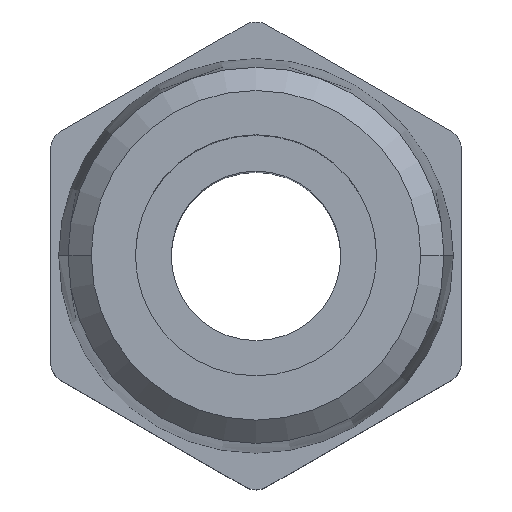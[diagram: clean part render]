
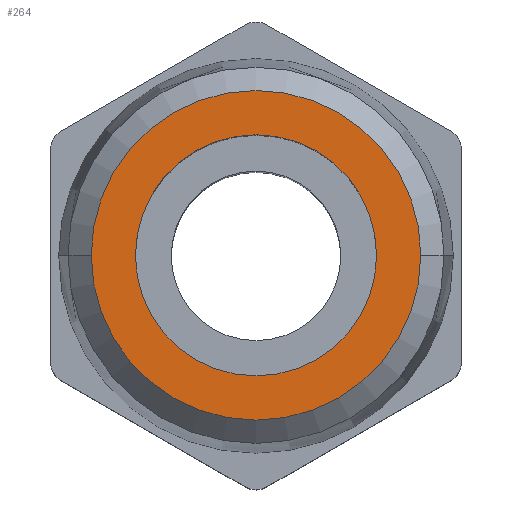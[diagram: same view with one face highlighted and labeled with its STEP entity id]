
A CAD part, top view. The second image highlights one B-rep face of the part: STEP entity #264.
In plain terms, the highlighted planar face has unit normal (0, 0, 1).
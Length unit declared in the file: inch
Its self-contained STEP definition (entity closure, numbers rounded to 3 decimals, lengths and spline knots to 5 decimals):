
#38 = ORIENTED_EDGE ( 'NONE', *, *, #902, .F. ) ;
#139 = CARTESIAN_POINT ( 'NONE',  ( 0., 0., 0.545 ) ) ;
#175 = DIRECTION ( 'NONE',  ( 0., 0., 1. ) ) ;
#194 = AXIS2_PLACEMENT_3D ( 'NONE', #713, #175, #807 ) ;
#199 = CARTESIAN_POINT ( 'NONE',  ( 0., 0., 0.545 ) ) ;
#200 = AXIS2_PLACEMENT_3D ( 'NONE', #1032, #470, #1122 ) ;
#207 = ORIENTED_EDGE ( 'NONE', *, *, #913, .F. ) ;
#223 = DIRECTION ( 'NONE',  ( 1., 0., 0. ) ) ;
#227 = VERTEX_POINT ( 'NONE', #338 ) ;
#264 = ADVANCED_FACE ( 'NONE', ( #766, #551 ), #1082, .T. ) ;
#287 = DIRECTION ( 'NONE',  ( 1., 0., 0. ) ) ;
#316 = CIRCLE ( 'NONE', #1038, 0.22556 ) ;
#338 = CARTESIAN_POINT ( 'NONE',  ( 0.22556, 0., 0.545 ) ) ;
#436 = AXIS2_PLACEMENT_3D ( 'NONE', #199, #845, #287 ) ;
#470 = DIRECTION ( 'NONE',  ( 0., 0., 1. ) ) ;
#488 = CARTESIAN_POINT ( 'NONE',  ( 0., 0., 0.545 ) ) ;
#551 = FACE_OUTER_BOUND ( 'NONE', #822, .T. ) ;
#563 = CIRCLE ( 'NONE', #1106, 0.22556 ) ;
#583 = DIRECTION ( 'NONE',  ( 1., 0., 0. ) ) ;
#599 = EDGE_CURVE ( 'NONE', #1083, #227, #563, .T. ) ;
#603 = EDGE_CURVE ( 'NONE', #227, #1083, #316, .T. ) ;
#644 = CARTESIAN_POINT ( 'NONE',  ( 0.165, 0., 0.545 ) ) ;
#696 = ORIENTED_EDGE ( 'NONE', *, *, #599, .T. ) ;
#713 = CARTESIAN_POINT ( 'NONE',  ( 0., 0., 0.545 ) ) ;
#766 = FACE_BOUND ( 'NONE', #779, .T. ) ;
#770 = DIRECTION ( 'NONE',  ( 0., 0., 1. ) ) ;
#779 = EDGE_LOOP ( 'NONE', ( #207, #38 ) ) ;
#805 = VERTEX_POINT ( 'NONE', #993 ) ;
#807 = DIRECTION ( 'NONE',  ( 1., 0., 0. ) ) ;
#822 = EDGE_LOOP ( 'NONE', ( #696, #844 ) ) ;
#844 = ORIENTED_EDGE ( 'NONE', *, *, #603, .T. ) ;
#845 = DIRECTION ( 'NONE',  ( 0., 0., 1. ) ) ;
#873 = CIRCLE ( 'NONE', #200, 0.165 ) ;
#902 = EDGE_CURVE ( 'NONE', #805, #1149, #1137, .T. ) ;
#913 = EDGE_CURVE ( 'NONE', #1149, #805, #873, .T. ) ;
#993 = CARTESIAN_POINT ( 'NONE',  ( -0.165, 0., 0.545 ) ) ;
#1009 = CARTESIAN_POINT ( 'NONE',  ( -0.22556, 0., 0.545 ) ) ;
#1032 = CARTESIAN_POINT ( 'NONE',  ( 0., 0., 0.545 ) ) ;
#1038 = AXIS2_PLACEMENT_3D ( 'NONE', #139, #770, #223 ) ;
#1082 = PLANE ( 'NONE',  #194 ) ;
#1083 = VERTEX_POINT ( 'NONE', #1009 ) ;
#1106 = AXIS2_PLACEMENT_3D ( 'NONE', #488, #1133, #583 ) ;
#1122 = DIRECTION ( 'NONE',  ( 1., 0., 0. ) ) ;
#1133 = DIRECTION ( 'NONE',  ( 0., 0., 1. ) ) ;
#1137 = CIRCLE ( 'NONE', #436, 0.165 ) ;
#1149 = VERTEX_POINT ( 'NONE', #644 ) ;
